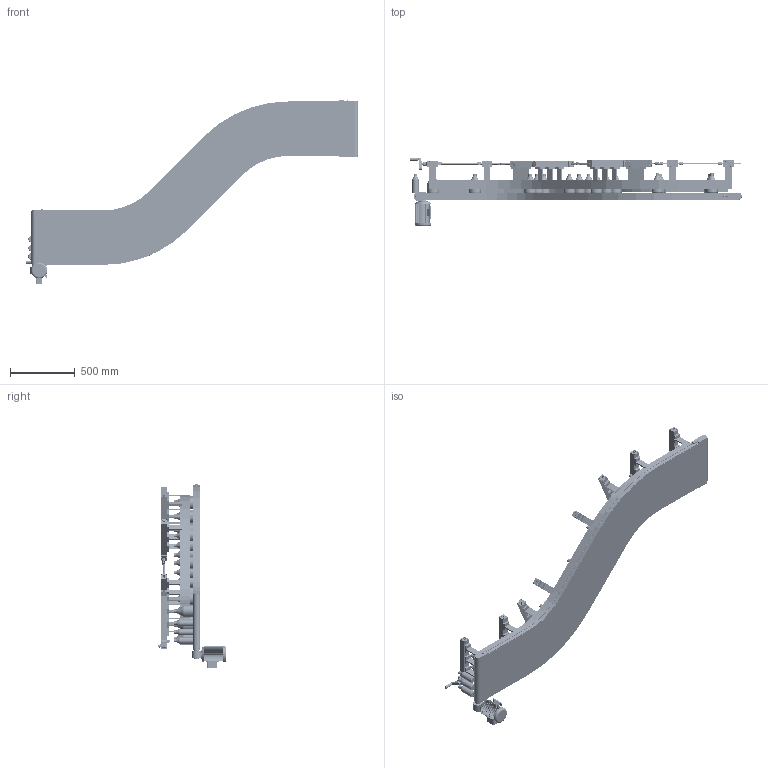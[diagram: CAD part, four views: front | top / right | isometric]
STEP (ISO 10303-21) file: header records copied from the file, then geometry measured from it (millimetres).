
FILE_DESCRIPTION(/* description */ ('Unknown'),/* implementation_level */ '2;1');
FILE_NAME(/* name */ 'A-0000216-Mehrfachverstellung-Kurve-dy',/* time_stamp */ '2020-05-25T10:33:44+02:00',/* author */ ('Unknown'),/* organization */ ('Unknown'),/* preprocessor_version */ 'ST-DEVELOPER v16.7',/* originating_system */ 'Solid Edge',/* authorisation */ 'Unknown');
FILE_SCHEMA (('AUTOMOTIVE_DESIGN {1 0 10303 214 3 1 1}'));
Products named in the file (25): A-0000216-Mehrfachverstellung-Kurve-dy; TB-Kurve-150br-3000lg-dy; 7-Mehrfachverstellung50-Schlitten-dy; Profil-50-Zahnriemenantrieb-dy; Welle-6kt-Mehrfachverstellung-dy; A-0000125-Flanschlager50-Stirnseite-dy; A-0000042-Kegelradantrieb50-Flanschlager-dy; A-0000098-Deckel50-geschraubt-dy; Halter; T-0000365-Schlitten50-60lg-Mehrfachverstellung-o-Klemm-dy; A-0000127-Digi-Adapterplatte-50-dy; Seitenführung; Seitenführung2; Seitenführung3; Seitenführung4; Flasche D50-150hoch; Flasche D90-150hoch; Welle-D12-01-dy; Kugelgelenk-63142000-22,5Grad; _na_gf_63142000; _ku_gf_63142000; _na1_gf_63142000; Kugelgelenk-63142000-11,25Grad; Drehmomentwelle-D12-01-dy; Drehmomentwelle-D12-02-dy
Assembly tree (66 placements, depth 3):
  A-0000216-Mehrfachverstellung-Kurve-dy
    TB-Kurve-150br-3000lg-dy
    7-Mehrfachverstellung50-Schlitten-dy  x8
      Profil-50-Zahnriemenantrieb-dy
      Welle-6kt-Mehrfachverstellung-dy
      A-0000125-Flanschlager50-Stirnseite-dy
      A-0000042-Kegelradantrieb50-Flanschlager-dy
      A-0000098-Deckel50-geschraubt-dy
      Halter
      T-0000365-Schlitten50-60lg-Mehrfachverstellung-o-Klemm-dy
    A-0000127-Digi-Adapterplatte-50-dy
    Seitenführung
    Seitenführung2
    Seitenführung3
    Seitenführung4
    Flasche D50-150hoch  x3
    Flasche D90-150hoch  x21
    Welle-D12-01-dy  x2
    Kugelgelenk-63142000-22,5Grad  x2
      _na_gf_63142000
      _ku_gf_63142000
      _na1_gf_63142000
    Kugelgelenk-63142000-11,25Grad  x4
      _na_gf_63142000
      _ku_gf_63142000
      _na1_gf_63142000
    Drehmomentwelle-D12-01-dy  x2
    Drehmomentwelle-D12-02-dy
Bounding box: 2560.07 x 526.74 x 1424.92 mm (x, y, z)
Volume: 31373491.6 mm3; surface area: 16781879.6 mm2
Topology: 150 solids, 150 shells, 21649 faces, 58410 edges, 38001 vertices
Faces by surface type: plane 12698, cylinder 5317, cone 2460, torus 559, bspline 482, sphere 133
Full cylindrical faces by diameter (mm): 1.7 x48, 2 x72, 2.4 x12, 3 x41, 3.2 x32, 3.242 x24, 4 x1, 4.1 x16, 4.2 x64, 4.5 x24, 4.917 x472, 5 x128, 5.3 x2, 5.5 x56, 5.8 x56, 5.917 x4, 6 x161, 6.2 x8, 6.4 x112, 7 x12, 7.8 x1, 8 x2, 8.96 x8, 10 x96, 11 x96, 11.5 x16, 12 x100, 12.8 x2, 13 x2, 13.024 x1
Entity records: 111592 total; most frequent: CARTESIAN_POINT 20711, DIRECTION 14605, ORIENTED_EDGE 14178, EDGE_CURVE 7089, AXIS2_PLACEMENT_3D 5004, VERTEX_POINT 4826, LINE 4597, VECTOR 4597
